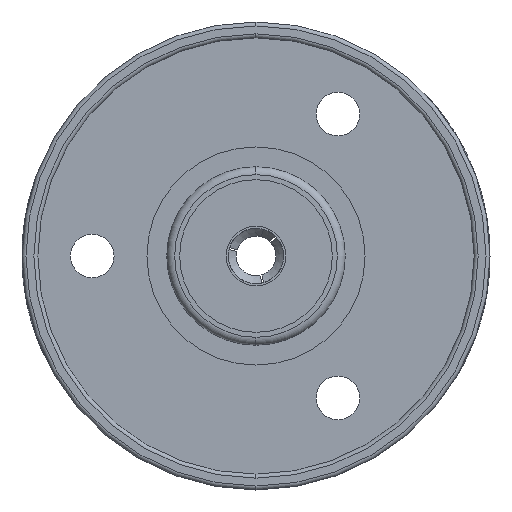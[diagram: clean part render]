
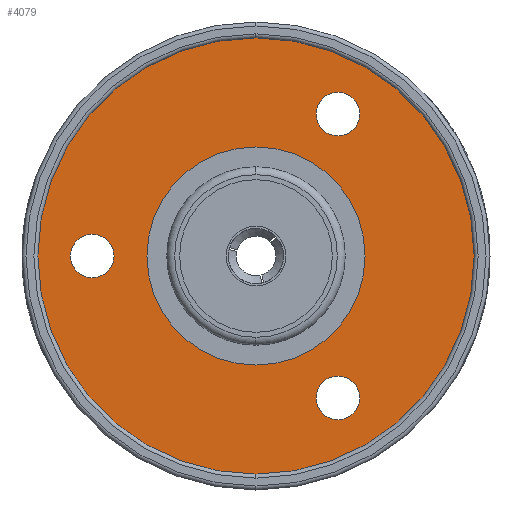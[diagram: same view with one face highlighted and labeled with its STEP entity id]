
A CAD part, left-side view. The second image highlights one B-rep face of the part: STEP entity #4079.
In plain terms, the highlighted planar face has unit normal (-1, 0, 0).
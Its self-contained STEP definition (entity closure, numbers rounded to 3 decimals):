
#92 = EDGE_CURVE ( 'NONE', #26870, #28119, #14547, .T. ) ;
#133 = DIRECTION ( 'NONE',  ( -1., 0., 0. ) ) ;
#161 = AXIS2_PLACEMENT_3D ( 'NONE', #12829, #23900, #10118 ) ;
#589 = ORIENTED_EDGE ( 'NONE', *, *, #26329, .F. ) ;
#1758 = AXIS2_PLACEMENT_3D ( 'NONE', #19243, #27785, #33414 ) ;
#1792 = DIRECTION ( 'NONE',  ( 0., 0., 1. ) ) ;
#1826 = VERTEX_POINT ( 'NONE', #27140 ) ;
#1842 = DIRECTION ( 'NONE',  ( -1., 0., 0. ) ) ;
#2224 = EDGE_CURVE ( 'NONE', #35615, #20657, #6228, .T. ) ;
#2421 = EDGE_CURVE ( 'NONE', #28119, #26870, #7955, .T. ) ;
#2472 = CARTESIAN_POINT ( 'NONE',  ( 24., -20.65, -35.767 ) ) ;
#2642 = EDGE_CURVE ( 'NONE', #18498, #35354, #2703, .T. ) ;
#2703 = CIRCLE ( 'NONE', #18351, 55. ) ;
#2926 = CIRCLE ( 'NONE', #32504, 27.5 ) ;
#3481 = VERTEX_POINT ( 'NONE', #18184 ) ;
#3520 = CARTESIAN_POINT ( 'NONE',  ( 24., 0., 0. ) ) ;
#4079 = ADVANCED_FACE ( 'NONE', ( #27927, #5760, #28122, #28292, #17557 ), #11954, .T. ) ;
#4539 = DIRECTION ( 'NONE',  ( 0., 0., 1. ) ) ;
#5381 = DIRECTION ( 'NONE',  ( -1., 0., 0. ) ) ;
#5760 = FACE_BOUND ( 'NONE', #28900, .T. ) ;
#5814 = CIRCLE ( 'NONE', #28443, 5.5 ) ;
#6228 = CIRCLE ( 'NONE', #35767, 5.5 ) ;
#7955 = CIRCLE ( 'NONE', #33473, 5.5 ) ;
#8345 = ORIENTED_EDGE ( 'NONE', *, *, #27153, .F. ) ;
#8717 = EDGE_LOOP ( 'NONE', ( #22569, #8345 ) ) ;
#9233 = CARTESIAN_POINT ( 'NONE',  ( 24., 41.3, -5.5 ) ) ;
#9675 = CARTESIAN_POINT ( 'NONE',  ( 24., 41.3, 0. ) ) ;
#9890 = AXIS2_PLACEMENT_3D ( 'NONE', #18257, #20987, #35527 ) ;
#10118 = DIRECTION ( 'NONE',  ( 0., 0., 1. ) ) ;
#10584 = CIRCLE ( 'NONE', #19850, 5.5 ) ;
#11427 = DIRECTION ( 'NONE',  ( -1., 0., 0. ) ) ;
#11954 = PLANE ( 'NONE',  #18296 ) ;
#12804 = CARTESIAN_POINT ( 'NONE',  ( 24., 0., 0. ) ) ;
#12829 = CARTESIAN_POINT ( 'NONE',  ( 24., -20.65, -35.767 ) ) ;
#14207 = CARTESIAN_POINT ( 'NONE',  ( 24., -20.65, -30.267 ) ) ;
#14547 = CIRCLE ( 'NONE', #9890, 5.5 ) ;
#16047 = DIRECTION ( 'NONE',  ( 0., 0., 1. ) ) ;
#16647 = ORIENTED_EDGE ( 'NONE', *, *, #2224, .F. ) ;
#17557 = FACE_OUTER_BOUND ( 'NONE', #30921, .T. ) ;
#18184 = CARTESIAN_POINT ( 'NONE',  ( 24., 0., 27.5 ) ) ;
#18257 = CARTESIAN_POINT ( 'NONE',  ( 24., 41.3, 0. ) ) ;
#18296 = AXIS2_PLACEMENT_3D ( 'NONE', #33367, #133, #23014 ) ;
#18351 = AXIS2_PLACEMENT_3D ( 'NONE', #12804, #29656, #16047 ) ;
#18419 = DIRECTION ( 'NONE',  ( -1., 0., 0. ) ) ;
#18498 = VERTEX_POINT ( 'NONE', #20590 ) ;
#18800 = DIRECTION ( 'NONE',  ( 0., 0., 1. ) ) ;
#18879 = ORIENTED_EDGE ( 'NONE', *, *, #92, .F. ) ;
#19243 = CARTESIAN_POINT ( 'NONE',  ( 24., 0., 0. ) ) ;
#19570 = DIRECTION ( 'NONE',  ( 0., 0., 1. ) ) ;
#19850 = AXIS2_PLACEMENT_3D ( 'NONE', #27162, #18419, #18800 ) ;
#20472 = EDGE_LOOP ( 'NONE', ( #33272, #22998 ) ) ;
#20549 = VERTEX_POINT ( 'NONE', #14207 ) ;
#20590 = CARTESIAN_POINT ( 'NONE',  ( 24., 0., -55. ) ) ;
#20657 = VERTEX_POINT ( 'NONE', #33935 ) ;
#20987 = DIRECTION ( 'NONE',  ( -1., 0., 0. ) ) ;
#22278 = ORIENTED_EDGE ( 'NONE', *, *, #27896, .T. ) ;
#22569 = ORIENTED_EDGE ( 'NONE', *, *, #23415, .F. ) ;
#22660 = CARTESIAN_POINT ( 'NONE',  ( 24., -20.65, 30.267 ) ) ;
#22998 = ORIENTED_EDGE ( 'NONE', *, *, #24213, .F. ) ;
#23014 = DIRECTION ( 'NONE',  ( 0., 0., 1. ) ) ;
#23239 = CIRCLE ( 'NONE', #1758, 27.5 ) ;
#23415 = EDGE_CURVE ( 'NONE', #1826, #20549, #5814, .T. ) ;
#23900 = DIRECTION ( 'NONE',  ( -1., 0., 0. ) ) ;
#23994 = EDGE_CURVE ( 'NONE', #3481, #26798, #2926, .T. ) ;
#24213 = EDGE_CURVE ( 'NONE', #26798, #3481, #23239, .T. ) ;
#24955 = CARTESIAN_POINT ( 'NONE',  ( 24., 41.3, 5.5 ) ) ;
#25123 = ORIENTED_EDGE ( 'NONE', *, *, #2642, .T. ) ;
#25583 = CARTESIAN_POINT ( 'NONE',  ( 24., 0., -27.5 ) ) ;
#26238 = ORIENTED_EDGE ( 'NONE', *, *, #2421, .F. ) ;
#26329 = EDGE_CURVE ( 'NONE', #20657, #35615, #10584, .T. ) ;
#26577 = CARTESIAN_POINT ( 'NONE',  ( 24., 0., 55. ) ) ;
#26798 = VERTEX_POINT ( 'NONE', #25583 ) ;
#26870 = VERTEX_POINT ( 'NONE', #9233 ) ;
#27140 = CARTESIAN_POINT ( 'NONE',  ( 24., -20.65, -41.267 ) ) ;
#27153 = EDGE_CURVE ( 'NONE', #20549, #1826, #28028, .T. ) ;
#27162 = CARTESIAN_POINT ( 'NONE',  ( 24., -20.65, 35.767 ) ) ;
#27214 = DIRECTION ( 'NONE',  ( -1., 0., 0. ) ) ;
#27391 = CARTESIAN_POINT ( 'NONE',  ( 24., 0., 0. ) ) ;
#27546 = DIRECTION ( 'NONE',  ( 0., 0., 1. ) ) ;
#27785 = DIRECTION ( 'NONE',  ( -1., 0., 0. ) ) ;
#27896 = EDGE_CURVE ( 'NONE', #35354, #18498, #33238, .T. ) ;
#27927 = FACE_BOUND ( 'NONE', #20472, .T. ) ;
#28028 = CIRCLE ( 'NONE', #161, 5.5 ) ;
#28119 = VERTEX_POINT ( 'NONE', #24955 ) ;
#28122 = FACE_BOUND ( 'NONE', #30286, .T. ) ;
#28292 = FACE_BOUND ( 'NONE', #8717, .T. ) ;
#28443 = AXIS2_PLACEMENT_3D ( 'NONE', #2472, #5381, #27546 ) ;
#28900 = EDGE_LOOP ( 'NONE', ( #18879, #26238 ) ) ;
#29656 = DIRECTION ( 'NONE',  ( -1., 0., 0. ) ) ;
#30286 = EDGE_LOOP ( 'NONE', ( #16647, #589 ) ) ;
#30921 = EDGE_LOOP ( 'NONE', ( #22278, #25123 ) ) ;
#31643 = DIRECTION ( 'NONE',  ( -1., 0., 0. ) ) ;
#32504 = AXIS2_PLACEMENT_3D ( 'NONE', #3520, #31643, #34389 ) ;
#33238 = CIRCLE ( 'NONE', #33837, 55. ) ;
#33272 = ORIENTED_EDGE ( 'NONE', *, *, #23994, .F. ) ;
#33367 = CARTESIAN_POINT ( 'NONE',  ( 24., 0., 0. ) ) ;
#33414 = DIRECTION ( 'NONE',  ( 0., 0., 1. ) ) ;
#33473 = AXIS2_PLACEMENT_3D ( 'NONE', #9675, #1842, #4539 ) ;
#33837 = AXIS2_PLACEMENT_3D ( 'NONE', #27391, #11427, #19570 ) ;
#33935 = CARTESIAN_POINT ( 'NONE',  ( 24., -20.65, 41.267 ) ) ;
#34389 = DIRECTION ( 'NONE',  ( 0., 0., 1. ) ) ;
#35354 = VERTEX_POINT ( 'NONE', #26577 ) ;
#35527 = DIRECTION ( 'NONE',  ( 0., 0., 1. ) ) ;
#35615 = VERTEX_POINT ( 'NONE', #22660 ) ;
#35738 = CARTESIAN_POINT ( 'NONE',  ( 24., -20.65, 35.767 ) ) ;
#35767 = AXIS2_PLACEMENT_3D ( 'NONE', #35738, #27214, #1792 ) ;
